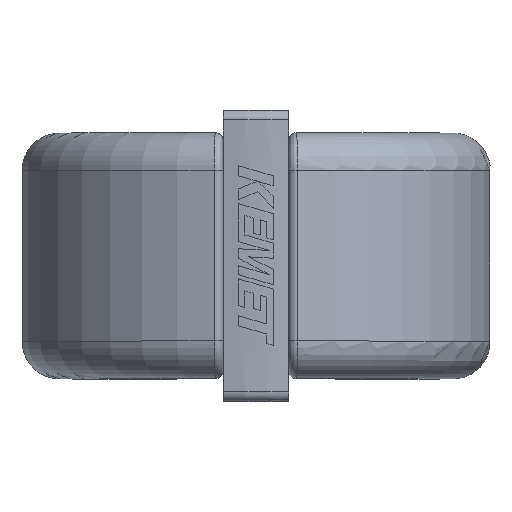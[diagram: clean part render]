
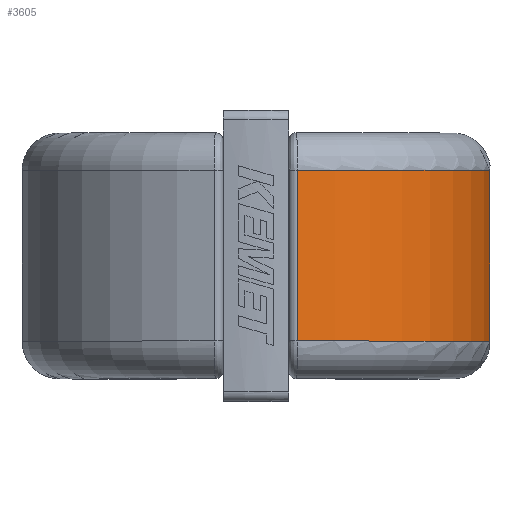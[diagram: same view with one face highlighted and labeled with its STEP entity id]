
A CAD part, top view. The second image highlights one B-rep face of the part: STEP entity #3605.
In plain terms, the highlighted cylindrical face has radius 12.5 mm (diameter 25 mm), a partial arc.
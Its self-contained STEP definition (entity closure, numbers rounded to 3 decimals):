
#139=CYLINDRICAL_SURFACE('',#3849,12.5);
#183=LINE('',#5584,#402);
#184=LINE('',#5587,#403);
#402=VECTOR('',#4284,1000.);
#403=VECTOR('',#4287,1000.);
#772=FACE_OUTER_BOUND('',#976,.T.);
#976=EDGE_LOOP('',(#2330,#2331,#2332,#2333));
#1202=CIRCLE('',#3850,12.5);
#1203=CIRCLE('',#3851,12.5);
#1410=VERTEX_POINT('',#5580);
#1411=VERTEX_POINT('',#5581);
#1412=VERTEX_POINT('',#5583);
#1413=VERTEX_POINT('',#5585);
#1766=EDGE_CURVE('',#1410,#1411,#1202,.T.);
#1767=EDGE_CURVE('',#1412,#1410,#183,.T.);
#1768=EDGE_CURVE('',#1413,#1412,#1203,.T.);
#1769=EDGE_CURVE('',#1411,#1413,#184,.T.);
#2330=ORIENTED_EDGE('',*,*,#1766,.F.);
#2331=ORIENTED_EDGE('',*,*,#1767,.F.);
#2332=ORIENTED_EDGE('',*,*,#1768,.F.);
#2333=ORIENTED_EDGE('',*,*,#1769,.F.);
#3605=ADVANCED_FACE('',(#772),#139,.T.);
#3849=AXIS2_PLACEMENT_3D('',#5579,#4280,#4281);
#3850=AXIS2_PLACEMENT_3D('',#5582,#4282,#4283);
#3851=AXIS2_PLACEMENT_3D('',#5586,#4285,#4286);
#4280=DIRECTION('center_axis',(0.,1.,0.));
#4281=DIRECTION('ref_axis',(1.,0.,0.));
#4282=DIRECTION('center_axis',(0.,-1.,0.));
#4283=DIRECTION('ref_axis',(-1.,0.,0.));
#4284=DIRECTION('',(0.,-1.,0.));
#4285=DIRECTION('center_axis',(0.,1.,0.));
#4286=DIRECTION('ref_axis',(-1.,0.,0.));
#4287=DIRECTION('',(0.,1.,0.));
#5579=CARTESIAN_POINT('Origin',(0.,-6.55,10.1));
#5580=CARTESIAN_POINT('',(7.645,-4.55,0.21));
#5581=CARTESIAN_POINT('',(2.221,-4.55,22.401));
#5582=CARTESIAN_POINT('Origin',(0.,-4.55,10.1));
#5583=CARTESIAN_POINT('',(7.645,4.55,0.21));
#5584=CARTESIAN_POINT('',(7.645,-6.55,0.21));
#5585=CARTESIAN_POINT('',(2.221,4.55,22.401));
#5586=CARTESIAN_POINT('Origin',(0.,4.55,10.1));
#5587=CARTESIAN_POINT('',(2.221,-6.55,22.401));
